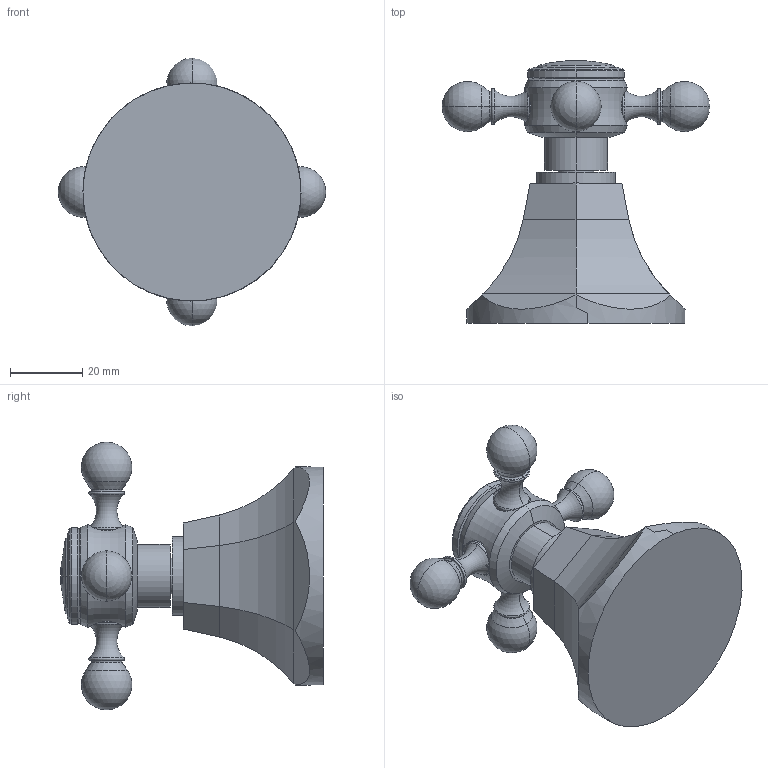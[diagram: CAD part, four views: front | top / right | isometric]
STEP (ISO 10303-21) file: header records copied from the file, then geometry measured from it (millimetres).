
FILE_DESCRIPTION((''),'2;1');
FILE_NAME('3-595H','2021-01-04T14:43:40',('jinson.thomas'),(''),'CREO PARAMETRIC BY PTC INC, 2018400','CREO PARAMETRIC BY PTC INC, 2018400','');
FILE_SCHEMA(('CONFIG_CONTROL_DESIGN'));
Length unit declared in the file: inch
Products named in the file (1): 3-595H
Bounding box: 74.04 x 72.69 x 74.04 mm (x, y, z)
Volume: 77133.6 mm3; surface area: 15976.3 mm2
Topology: 1 solids, 1 shells, 187 faces, 445 edges, 263 vertices
Faces by surface type: plane 58, cylinder 51, torus 36, cone 18, sphere 16, bspline 4, extrusion 4
Entity records: 6106 total; most frequent: CARTESIAN_POINT 1761, DIRECTION 968, ORIENTED_EDGE 870, EDGE_CURVE 435, AXIS2_PLACEMENT_3D 416, VERTEX_POINT 263, CIRCLE 237, EDGE_LOOP 200
